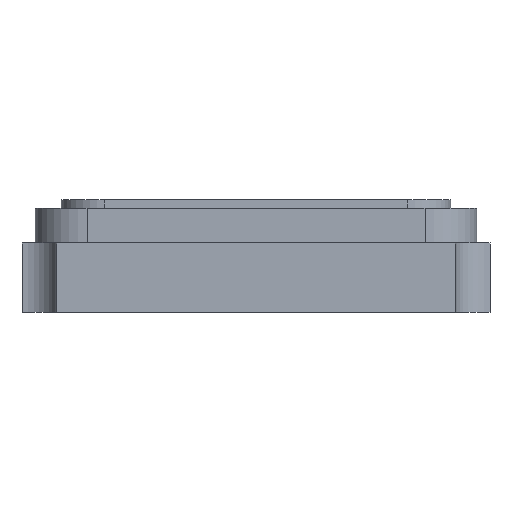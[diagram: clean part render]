
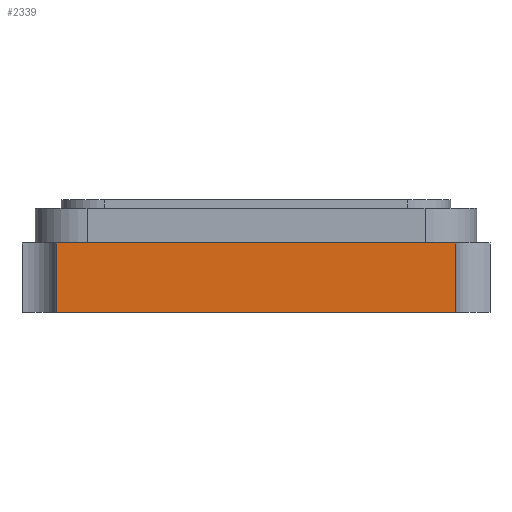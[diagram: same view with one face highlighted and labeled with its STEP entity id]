
A CAD part, front view. The second image highlights one B-rep face of the part: STEP entity #2339.
In plain terms, the highlighted face is planar.
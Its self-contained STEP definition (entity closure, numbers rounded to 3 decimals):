
#179=LINE('',#2885,#280);
#189=LINE('',#2921,#290);
#196=LINE('',#2937,#297);
#197=LINE('',#2941,#298);
#280=VECTOR('',#2558,1000.);
#290=VECTOR('',#2588,1000.);
#297=VECTOR('',#2607,1000.);
#298=VECTOR('',#2612,1000.);
#424=ORIENTED_EDGE('',*,*,#909,.T.);
#425=ORIENTED_EDGE('',*,*,#919,.T.);
#426=ORIENTED_EDGE('',*,*,#917,.F.);
#427=ORIENTED_EDGE('',*,*,#891,.F.);
#891=EDGE_CURVE('',#1145,#1146,#179,.T.);
#909=EDGE_CURVE('',#1145,#1161,#189,.T.);
#917=EDGE_CURVE('',#1146,#1165,#196,.T.);
#919=EDGE_CURVE('',#1161,#1165,#197,.T.);
#1145=VERTEX_POINT('',#2884);
#1146=VERTEX_POINT('',#2886);
#1161=VERTEX_POINT('',#2920);
#1165=VERTEX_POINT('',#2938);
#1345=EDGE_LOOP('',(#424,#425,#426,#427));
#1457=FACE_BOUND('',#1345,.T.);
#1564=PLANE('',#2457);
#2339=ADVANCED_FACE('',(#1457),#1564,.F.);
#2457=AXIS2_PLACEMENT_3D('',#2940,#2610,#2611);
#2558=DIRECTION('',(0.,1.,0.));
#2588=DIRECTION('',(0.,0.,-1.));
#2607=DIRECTION('',(0.,0.,-1.));
#2610=DIRECTION('',(-1.,0.,0.));
#2611=DIRECTION('',(0.,0.,1.));
#2612=DIRECTION('',(0.,1.,0.));
#2884=CARTESIAN_POINT('',(1.7,-1.15,0.4));
#2885=CARTESIAN_POINT('',(1.7,-1.15,0.4));
#2886=CARTESIAN_POINT('',(1.7,1.15,0.4));
#2920=CARTESIAN_POINT('',(1.7,-1.15,0.));
#2921=CARTESIAN_POINT('',(1.7,-1.15,0.4));
#2937=CARTESIAN_POINT('',(1.7,1.15,0.4));
#2938=CARTESIAN_POINT('',(1.7,1.15,0.));
#2940=CARTESIAN_POINT('',(1.7,-1.15,0.4));
#2941=CARTESIAN_POINT('',(1.7,-1.15,0.));
